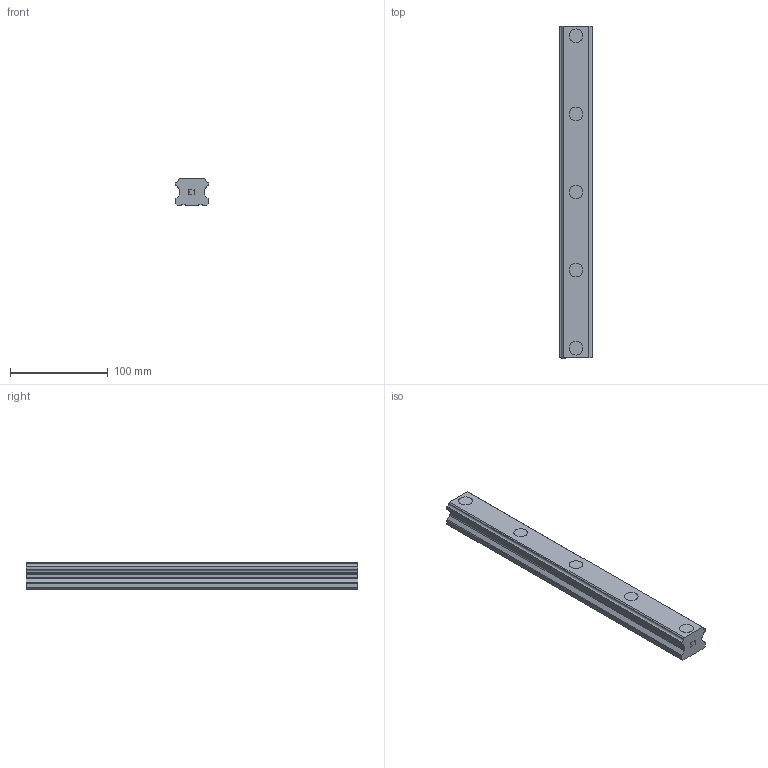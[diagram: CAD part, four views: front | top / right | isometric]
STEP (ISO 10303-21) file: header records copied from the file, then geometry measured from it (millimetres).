
FILE_DESCRIPTION(('STEP AP214'),'1');
FILE_NAME('cctmp_A9163FC2-2AA5-41BA-AD69-3871819DFF98_2021_02_12_13_18_56_0796..stp','2021-02-12T12:18:56',('HIWIN GmbH'),('CADClick - www.CADClick.com'),'Spatial InterOp 3D',' ','unknown authorization');
FILE_SCHEMA(('AUTOMOTIVE_DESIGN'));
Length unit declared in the file: millimetre
Products named in the file (1): EGR35R340C_FILE
Bounding box: 34 x 340 x 27.5 mm (x, y, z)
Volume: 265735.8 mm3; surface area: 49922.9 mm2
Topology: 1 solids, 1 shells, 152 faces, 393 edges, 262 vertices
Faces by surface type: plane 104, cylinder 48
Entity records: 5873 total; most frequent: CARTESIAN_POINT 808, DIRECTION 795, ORIENTED_EDGE 786, EDGE_CURVE 393, LINE 297, VECTOR 297, VERTEX_POINT 262, AXIS2_PLACEMENT_3D 249
